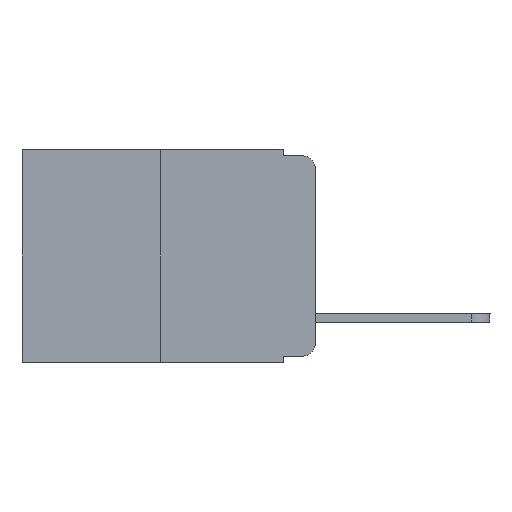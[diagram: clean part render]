
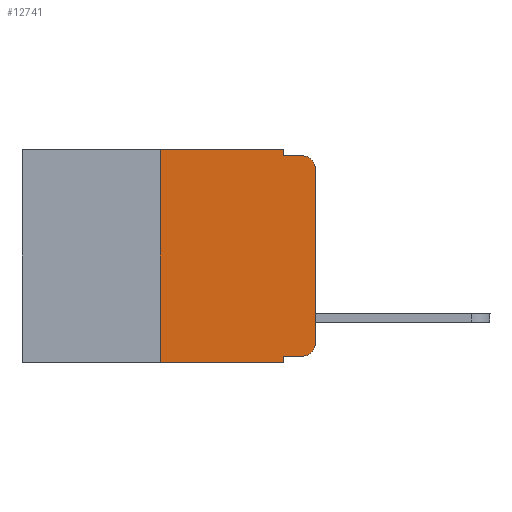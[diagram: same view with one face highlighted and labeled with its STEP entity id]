
A CAD part, left-side view. The second image highlights one B-rep face of the part: STEP entity #12741.
In plain terms, the highlighted planar face has unit normal (-1, 0, 0).
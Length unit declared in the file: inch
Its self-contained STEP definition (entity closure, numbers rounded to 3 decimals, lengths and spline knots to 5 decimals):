
#608 = DIRECTION ( 'NONE',  ( 0., -1., 0. ) ) ;
#807 = DIRECTION ( 'NONE',  ( -1., 0., 0. ) ) ;
#915 = EDGE_CURVE ( 'NONE', #14920, #6934, #14434, .T. ) ;
#1190 = EDGE_CURVE ( 'NONE', #3549, #8146, #12810, .T. ) ;
#1456 = EDGE_CURVE ( 'NONE', #4512, #21282, #6611, .T. ) ;
#1523 = EDGE_CURVE ( 'NONE', #2664, #14920, #9368, .T. ) ;
#1809 = ORIENTED_EDGE ( 'NONE', *, *, #3974, .F. ) ;
#2015 = ORIENTED_EDGE ( 'NONE', *, *, #12687, .T. ) ;
#2237 = LINE ( 'NONE', #7416, #3552 ) ;
#2581 = DIRECTION ( 'NONE',  ( 1., 0., 0. ) ) ;
#2664 = VERTEX_POINT ( 'NONE', #19432 ) ;
#3549 = VERTEX_POINT ( 'NONE', #6433 ) ;
#3552 = VECTOR ( 'NONE', #608, 39.37008 ) ;
#3921 = ORIENTED_EDGE ( 'NONE', *, *, #10113, .F. ) ;
#3974 = EDGE_CURVE ( 'NONE', #18500, #7350, #14260, .T. ) ;
#4400 = LINE ( 'NONE', #5928, #11728 ) ;
#4406 = LINE ( 'NONE', #15706, #19725 ) ;
#4512 = VERTEX_POINT ( 'NONE', #4861 ) ;
#4623 = ORIENTED_EDGE ( 'NONE', *, *, #5121, .F. ) ;
#4625 = DIRECTION ( 'NONE',  ( 0., 0., 1. ) ) ;
#4728 = CARTESIAN_POINT ( 'NONE',  ( 0., 0.473, 0. ) ) ;
#4861 = CARTESIAN_POINT ( 'NONE',  ( 0., 0.25, -0.343 ) ) ;
#4982 = CARTESIAN_POINT ( 'NONE',  ( 0., 0.051, -0.01 ) ) ;
#5121 = EDGE_CURVE ( 'NONE', #7350, #9028, #7605, .T. ) ;
#5360 = CARTESIAN_POINT ( 'NONE',  ( 0., 0.02, -0.313 ) ) ;
#5457 = DIRECTION ( 'NONE',  ( 0., 0., -1. ) ) ;
#5928 = CARTESIAN_POINT ( 'NONE',  ( 0., 0.25, 0. ) ) ;
#6091 = CARTESIAN_POINT ( 'NONE',  ( 0., 0.473, 0. ) ) ;
#6333 = VECTOR ( 'NONE', #21006, 39.37008 ) ;
#6433 = CARTESIAN_POINT ( 'NONE',  ( 0., 0., -0.03 ) ) ;
#6506 = DIRECTION ( 'NONE',  ( 0., -1., 0. ) ) ;
#6611 = LINE ( 'NONE', #21259, #12829 ) ;
#6934 = VERTEX_POINT ( 'NONE', #18693 ) ;
#7152 = CARTESIAN_POINT ( 'NONE',  ( 0., 0.02, -0.03 ) ) ;
#7350 = VERTEX_POINT ( 'NONE', #16617 ) ;
#7416 = CARTESIAN_POINT ( 'NONE',  ( 0., 0.051, -0.01 ) ) ;
#7605 = LINE ( 'NONE', #10818, #17179 ) ;
#7768 = PLANE ( 'NONE',  #14211 ) ;
#8146 = VERTEX_POINT ( 'NONE', #11518 ) ;
#8883 = CARTESIAN_POINT ( 'NONE',  ( 0., 0.051, 0. ) ) ;
#9028 = VERTEX_POINT ( 'NONE', #4982 ) ;
#9368 = LINE ( 'NONE', #15923, #6333 ) ;
#9644 = EDGE_LOOP ( 'NONE', ( #2015, #15737, #15909, #4623, #1809, #3921, #16671, #20977, #16834, #18352 ) ) ;
#9722 = AXIS2_PLACEMENT_3D ( 'NONE', #7152, #11904, #20294 ) ;
#10113 = EDGE_CURVE ( 'NONE', #4512, #18500, #4400, .T. ) ;
#10818 = CARTESIAN_POINT ( 'NONE',  ( 0., 0.051, 0. ) ) ;
#11005 = AXIS2_PLACEMENT_3D ( 'NONE', #5360, #807, #5457 ) ;
#11029 = DIRECTION ( 'NONE',  ( 0., -1., 0. ) ) ;
#11518 = CARTESIAN_POINT ( 'NONE',  ( 0., 0.02, -0.01 ) ) ;
#11728 = VECTOR ( 'NONE', #17643, 39.37008 ) ;
#11904 = DIRECTION ( 'NONE',  ( -1., 0., 0. ) ) ;
#12235 = VECTOR ( 'NONE', #11029, 39.37008 ) ;
#12475 = CARTESIAN_POINT ( 'NONE',  ( 0., 0.25, 0. ) ) ;
#12605 = CARTESIAN_POINT ( 'NONE',  ( 0., 0.02, -0.333 ) ) ;
#12687 = EDGE_CURVE ( 'NONE', #6934, #3549, #4406, .T. ) ;
#12741 = ADVANCED_FACE ( 'NONE', ( #19491 ), #7768, .F. ) ;
#12810 = CIRCLE ( 'NONE', #9722, 0.02 ) ;
#12829 = VECTOR ( 'NONE', #6506, 39.37008 ) ;
#12937 = EDGE_CURVE ( 'NONE', #9028, #8146, #2237, .T. ) ;
#14211 = AXIS2_PLACEMENT_3D ( 'NONE', #4728, #2581, #19064 ) ;
#14260 = LINE ( 'NONE', #6091, #12235 ) ;
#14434 = CIRCLE ( 'NONE', #11005, 0.02 ) ;
#14920 = VERTEX_POINT ( 'NONE', #12605 ) ;
#15428 = DIRECTION ( 'NONE',  ( 0., 0., -1. ) ) ;
#15706 = CARTESIAN_POINT ( 'NONE',  ( 0., 0., 0. ) ) ;
#15737 = ORIENTED_EDGE ( 'NONE', *, *, #1190, .T. ) ;
#15909 = ORIENTED_EDGE ( 'NONE', *, *, #12937, .F. ) ;
#15923 = CARTESIAN_POINT ( 'NONE',  ( 0., 0.051, -0.333 ) ) ;
#16617 = CARTESIAN_POINT ( 'NONE',  ( 0., 0.051, 0. ) ) ;
#16671 = ORIENTED_EDGE ( 'NONE', *, *, #1456, .T. ) ;
#16834 = ORIENTED_EDGE ( 'NONE', *, *, #1523, .T. ) ;
#16965 = CARTESIAN_POINT ( 'NONE',  ( 0., 0.051, -0.343 ) ) ;
#17051 = LINE ( 'NONE', #8883, #21030 ) ;
#17179 = VECTOR ( 'NONE', #17384, 39.37008 ) ;
#17384 = DIRECTION ( 'NONE',  ( 0., 0., -1. ) ) ;
#17643 = DIRECTION ( 'NONE',  ( 0., 0., 1. ) ) ;
#18352 = ORIENTED_EDGE ( 'NONE', *, *, #915, .T. ) ;
#18500 = VERTEX_POINT ( 'NONE', #12475 ) ;
#18693 = CARTESIAN_POINT ( 'NONE',  ( 0., 0., -0.313 ) ) ;
#19064 = DIRECTION ( 'NONE',  ( 0., 0., -1. ) ) ;
#19432 = CARTESIAN_POINT ( 'NONE',  ( 0., 0.051, -0.333 ) ) ;
#19491 = FACE_OUTER_BOUND ( 'NONE', #9644, .T. ) ;
#19725 = VECTOR ( 'NONE', #4625, 39.37008 ) ;
#20294 = DIRECTION ( 'NONE',  ( 0., 0., -1. ) ) ;
#20646 = EDGE_CURVE ( 'NONE', #2664, #21282, #17051, .T. ) ;
#20977 = ORIENTED_EDGE ( 'NONE', *, *, #20646, .F. ) ;
#21006 = DIRECTION ( 'NONE',  ( 0., -1., 0. ) ) ;
#21030 = VECTOR ( 'NONE', #15428, 39.37008 ) ;
#21259 = CARTESIAN_POINT ( 'NONE',  ( 0., 0.473, -0.343 ) ) ;
#21282 = VERTEX_POINT ( 'NONE', #16965 ) ;
